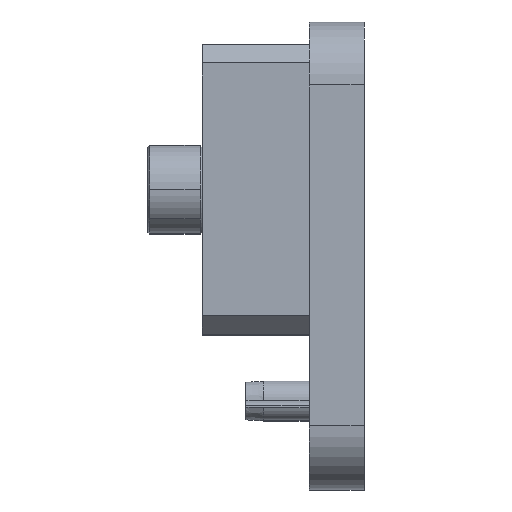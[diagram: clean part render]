
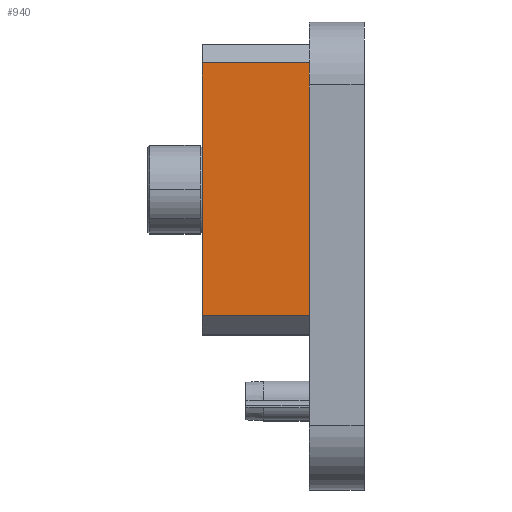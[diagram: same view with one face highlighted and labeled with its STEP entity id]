
A CAD part, top view. The second image highlights one B-rep face of the part: STEP entity #940.
In plain terms, the highlighted planar face has unit normal (0, 0, 1).
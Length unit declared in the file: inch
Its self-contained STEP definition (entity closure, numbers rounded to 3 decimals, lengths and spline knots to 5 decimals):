
#130 = VECTOR ( 'NONE', #12209, 39.37008 ) ;
#940 = ADVANCED_FACE ( 'NONE', ( #1324 ), #16163, .F. ) ;
#1324 = FACE_OUTER_BOUND ( 'NONE', #3110, .T. ) ;
#1501 = EDGE_CURVE ( 'NONE', #3830, #17510, #24700, .T. ) ;
#3110 = EDGE_LOOP ( 'NONE', ( #17898, #23201, #7460, #14792 ) ) ;
#3830 = VERTEX_POINT ( 'NONE', #9956 ) ;
#6417 = LINE ( 'NONE', #18770, #21295 ) ;
#6691 = DIRECTION ( 'NONE',  ( -1., 0., 0. ) ) ;
#7252 = CARTESIAN_POINT ( 'NONE',  ( 0., 0.245, -0.063 ) ) ;
#7460 = ORIENTED_EDGE ( 'NONE', *, *, #19638, .F. ) ;
#8214 = AXIS2_PLACEMENT_3D ( 'NONE', #23081, #14232, #9984 ) ;
#9956 = CARTESIAN_POINT ( 'NONE',  ( -0.17, 0.275, -0.063 ) ) ;
#9984 = DIRECTION ( 'NONE',  ( -1., 0., 0. ) ) ;
#10279 = LINE ( 'NONE', #18511, #130 ) ;
#12209 = DIRECTION ( 'NONE',  ( 1., 0., 0. ) ) ;
#13070 = EDGE_CURVE ( 'NONE', #19237, #16082, #15372, .T. ) ;
#14232 = DIRECTION ( 'NONE',  ( 0., 0., -1. ) ) ;
#14296 = CARTESIAN_POINT ( 'NONE',  ( -0.17, 0.245, -0.063 ) ) ;
#14792 = ORIENTED_EDGE ( 'NONE', *, *, #1501, .F. ) ;
#15122 = VECTOR ( 'NONE', #21242, 39.37008 ) ;
#15372 = LINE ( 'NONE', #7252, #15122 ) ;
#16082 = VERTEX_POINT ( 'NONE', #22494 ) ;
#16163 = PLANE ( 'NONE',  #8214 ) ;
#17424 = VECTOR ( 'NONE', #20851, 39.37008 ) ;
#17510 = VERTEX_POINT ( 'NONE', #21385 ) ;
#17898 = ORIENTED_EDGE ( 'NONE', *, *, #25459, .F. ) ;
#18511 = CARTESIAN_POINT ( 'NONE',  ( -0.17, 0.675, -0.063 ) ) ;
#18770 = CARTESIAN_POINT ( 'NONE',  ( -0.17, 0.275, -0.063 ) ) ;
#19237 = VERTEX_POINT ( 'NONE', #25536 ) ;
#19638 = EDGE_CURVE ( 'NONE', #17510, #19237, #10279, .T. ) ;
#20851 = DIRECTION ( 'NONE',  ( 0., 1., 0. ) ) ;
#21242 = DIRECTION ( 'NONE',  ( 0., -1., 0. ) ) ;
#21295 = VECTOR ( 'NONE', #6691, 39.37008 ) ;
#21385 = CARTESIAN_POINT ( 'NONE',  ( -0.17, 0.675, -0.063 ) ) ;
#22494 = CARTESIAN_POINT ( 'NONE',  ( 0., 0.275, -0.063 ) ) ;
#23081 = CARTESIAN_POINT ( 'NONE',  ( -0.17, 0.245, -0.063 ) ) ;
#23201 = ORIENTED_EDGE ( 'NONE', *, *, #13070, .F. ) ;
#24700 = LINE ( 'NONE', #14296, #17424 ) ;
#25459 = EDGE_CURVE ( 'NONE', #16082, #3830, #6417, .T. ) ;
#25536 = CARTESIAN_POINT ( 'NONE',  ( 0., 0.675, -0.063 ) ) ;
